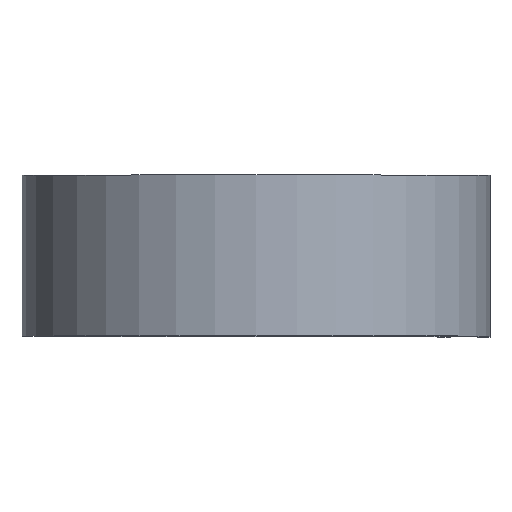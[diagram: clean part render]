
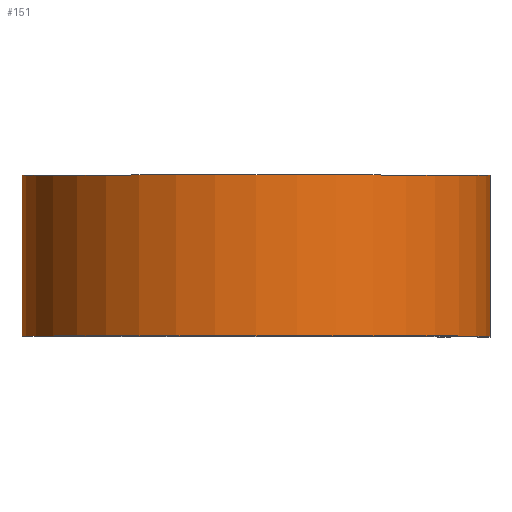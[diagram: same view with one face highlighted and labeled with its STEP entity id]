
A CAD part, top view. The second image highlights one B-rep face of the part: STEP entity #151.
In plain terms, the highlighted cylindrical face has radius 27.711 mm (diameter 55.423 mm), a partial arc.
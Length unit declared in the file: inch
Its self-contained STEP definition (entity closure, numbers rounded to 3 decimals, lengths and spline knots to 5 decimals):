
#23 = VERTEX_POINT ( 'NONE', #514 ) ;
#26 = CARTESIAN_POINT ( 'NONE',  ( 1.091, 0.375, 0. ) ) ;
#39 = CIRCLE ( 'NONE', #146, 1.091 ) ;
#55 = CARTESIAN_POINT ( 'NONE',  ( 0., 0.375, -1.091 ) ) ;
#68 = ORIENTED_EDGE ( 'NONE', *, *, #539, .T. ) ;
#71 = CARTESIAN_POINT ( 'NONE',  ( 0., -0.375, -1.091 ) ) ;
#105 = CIRCLE ( 'NONE', #399, 1.091 ) ;
#113 = FACE_OUTER_BOUND ( 'NONE', #519, .T. ) ;
#114 = EDGE_CURVE ( 'NONE', #302, #617, #39, .T. ) ;
#121 = VECTOR ( 'NONE', #607, 39.37008 ) ;
#130 = CYLINDRICAL_SURFACE ( 'NONE', #294, 1.091 ) ;
#146 = AXIS2_PLACEMENT_3D ( 'NONE', #282, #323, #211 ) ;
#151 = ADVANCED_FACE ( 'NONE', ( #113 ), #130, .T. ) ;
#156 = ORIENTED_EDGE ( 'NONE', *, *, #254, .T. ) ;
#162 = EDGE_CURVE ( 'NONE', #617, #23, #591, .T. ) ;
#211 = DIRECTION ( 'NONE',  ( 1., 0., 0. ) ) ;
#225 = CARTESIAN_POINT ( 'NONE',  ( 0., -0.375, 0. ) ) ;
#254 = EDGE_CURVE ( 'NONE', #619, #23, #105, .T. ) ;
#278 = DIRECTION ( 'NONE',  ( 0., 1., 0. ) ) ;
#280 = DIRECTION ( 'NONE',  ( 1., 0., 0. ) ) ;
#282 = CARTESIAN_POINT ( 'NONE',  ( 0., 0.375, 0. ) ) ;
#294 = AXIS2_PLACEMENT_3D ( 'NONE', #424, #518, #576 ) ;
#302 = VERTEX_POINT ( 'NONE', #55 ) ;
#323 = DIRECTION ( 'NONE',  ( 0., 1., 0. ) ) ;
#399 = AXIS2_PLACEMENT_3D ( 'NONE', #225, #278, #280 ) ;
#406 = CARTESIAN_POINT ( 'NONE',  ( 0., 0.375, -1.091 ) ) ;
#411 = DIRECTION ( 'NONE',  ( 0., -1., 0. ) ) ;
#424 = CARTESIAN_POINT ( 'NONE',  ( 0., 0.375, 0. ) ) ;
#449 = LINE ( 'NONE', #406, #465 ) ;
#465 = VECTOR ( 'NONE', #411, 39.37008 ) ;
#514 = CARTESIAN_POINT ( 'NONE',  ( 1.091, -0.375, 0. ) ) ;
#518 = DIRECTION ( 'NONE',  ( 0., -1., 0. ) ) ;
#519 = EDGE_LOOP ( 'NONE', ( #156, #544, #583, #68 ) ) ;
#539 = EDGE_CURVE ( 'NONE', #302, #619, #449, .T. ) ;
#544 = ORIENTED_EDGE ( 'NONE', *, *, #162, .F. ) ;
#576 = DIRECTION ( 'NONE',  ( 0., 0., -1. ) ) ;
#583 = ORIENTED_EDGE ( 'NONE', *, *, #114, .F. ) ;
#591 = LINE ( 'NONE', #621, #121 ) ;
#607 = DIRECTION ( 'NONE',  ( 0., -1., 0. ) ) ;
#617 = VERTEX_POINT ( 'NONE', #26 ) ;
#619 = VERTEX_POINT ( 'NONE', #71 ) ;
#621 = CARTESIAN_POINT ( 'NONE',  ( 1.091, 0.375, 0. ) ) ;
